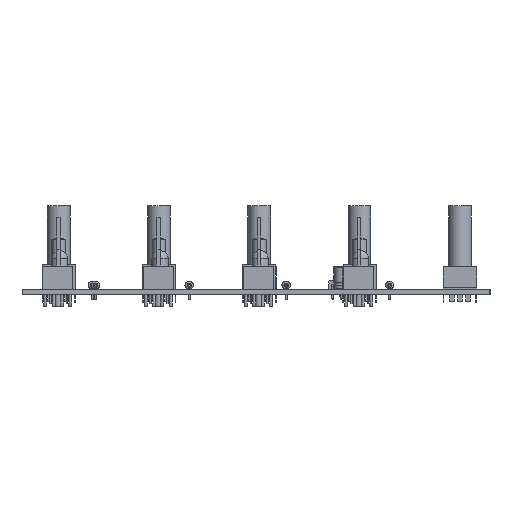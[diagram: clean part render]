
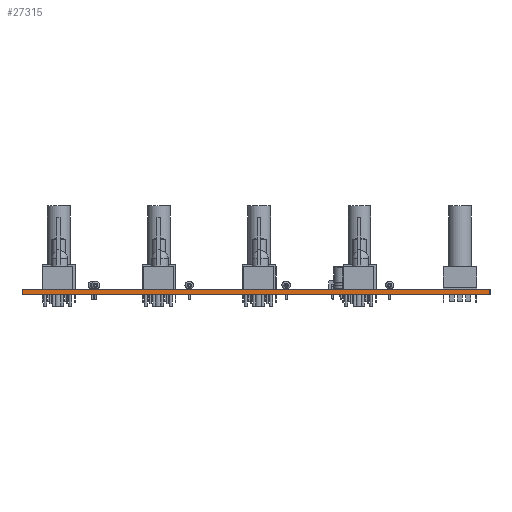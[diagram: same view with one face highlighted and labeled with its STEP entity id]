
A CAD part, left-side view. The second image highlights one B-rep face of the part: STEP entity #27315.
In plain terms, the highlighted planar face has unit normal (-1, 0, 0).
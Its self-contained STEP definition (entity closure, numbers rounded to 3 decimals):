
#27134 = PLANE('',#27135);
#27135 = AXIS2_PLACEMENT_3D('',#27136,#27137,#27138);
#27136 = CARTESIAN_POINT('',(280.,-20.,0.));
#27137 = DIRECTION('',(0.,-1.,0.));
#27138 = DIRECTION('',(-1.,0.,0.));
#27159 = VERTEX_POINT('',#27160);
#27160 = CARTESIAN_POINT('',(20.,-20.,1.6));
#27174 = PLANE('',#27175);
#27175 = AXIS2_PLACEMENT_3D('',#27176,#27177,#27178);
#27176 = CARTESIAN_POINT('',(150.,-90.,1.6));
#27177 = DIRECTION('',(0.,0.,1.));
#27178 = DIRECTION('',(1.,0.,0.));
#27186 = EDGE_CURVE('',#27187,#27159,#27189,.T.);
#27187 = VERTEX_POINT('',#27188);
#27188 = CARTESIAN_POINT('',(20.,-20.,0.));
#27189 = SURFACE_CURVE('',#27190,(#27194,#27201),.PCURVE_S1.);
#27190 = LINE('',#27191,#27192);
#27191 = CARTESIAN_POINT('',(20.,-20.,0.));
#27192 = VECTOR('',#27193,1.);
#27193 = DIRECTION('',(0.,0.,1.));
#27194 = PCURVE('',#27134,#27195);
#27195 = DEFINITIONAL_REPRESENTATION('',(#27196),#27200);
#27196 = LINE('',#27197,#27198);
#27197 = CARTESIAN_POINT('',(260.,0.));
#27198 = VECTOR('',#27199,1.);
#27199 = DIRECTION('',(0.,-1.));
#27200 = ( GEOMETRIC_REPRESENTATION_CONTEXT(2) 
PARAMETRIC_REPRESENTATION_CONTEXT() REPRESENTATION_CONTEXT('2D SPACE',''
  ) );
#27201 = PCURVE('',#27202,#27207);
#27202 = PLANE('',#27203);
#27203 = AXIS2_PLACEMENT_3D('',#27204,#27205,#27206);
#27204 = CARTESIAN_POINT('',(20.,-20.,0.));
#27205 = DIRECTION('',(1.,0.,0.));
#27206 = DIRECTION('',(0.,-1.,0.));
#27207 = DEFINITIONAL_REPRESENTATION('',(#27208),#27212);
#27208 = LINE('',#27209,#27210);
#27209 = CARTESIAN_POINT('',(0.,0.));
#27210 = VECTOR('',#27211,1.);
#27211 = DIRECTION('',(0.,-1.));
#27212 = ( GEOMETRIC_REPRESENTATION_CONTEXT(2) 
PARAMETRIC_REPRESENTATION_CONTEXT() REPRESENTATION_CONTEXT('2D SPACE',''
  ) );
#27228 = PLANE('',#27229);
#27229 = AXIS2_PLACEMENT_3D('',#27230,#27231,#27232);
#27230 = CARTESIAN_POINT('',(150.,-90.,0.));
#27231 = DIRECTION('',(0.,0.,1.));
#27232 = DIRECTION('',(1.,0.,0.));
#27261 = PLANE('',#27262);
#27262 = AXIS2_PLACEMENT_3D('',#27263,#27264,#27265);
#27263 = CARTESIAN_POINT('',(20.,-160.,0.));
#27264 = DIRECTION('',(0.,1.,0.));
#27265 = DIRECTION('',(1.,0.,0.));
#27315 = ADVANCED_FACE('',(#27316),#27202,.F.);
#27316 = FACE_BOUND('',#27317,.F.);
#27317 = EDGE_LOOP('',(#27318,#27319,#27342,#27365));
#27318 = ORIENTED_EDGE('',*,*,#27186,.T.);
#27319 = ORIENTED_EDGE('',*,*,#27320,.T.);
#27320 = EDGE_CURVE('',#27159,#27321,#27323,.T.);
#27321 = VERTEX_POINT('',#27322);
#27322 = CARTESIAN_POINT('',(20.,-160.,1.6));
#27323 = SURFACE_CURVE('',#27324,(#27328,#27335),.PCURVE_S1.);
#27324 = LINE('',#27325,#27326);
#27325 = CARTESIAN_POINT('',(20.,-20.,1.6));
#27326 = VECTOR('',#27327,1.);
#27327 = DIRECTION('',(0.,-1.,0.));
#27328 = PCURVE('',#27202,#27329);
#27329 = DEFINITIONAL_REPRESENTATION('',(#27330),#27334);
#27330 = LINE('',#27331,#27332);
#27331 = CARTESIAN_POINT('',(0.,-1.6));
#27332 = VECTOR('',#27333,1.);
#27333 = DIRECTION('',(1.,0.));
#27334 = ( GEOMETRIC_REPRESENTATION_CONTEXT(2) 
PARAMETRIC_REPRESENTATION_CONTEXT() REPRESENTATION_CONTEXT('2D SPACE',''
  ) );
#27335 = PCURVE('',#27174,#27336);
#27336 = DEFINITIONAL_REPRESENTATION('',(#27337),#27341);
#27337 = LINE('',#27338,#27339);
#27338 = CARTESIAN_POINT('',(-130.,70.));
#27339 = VECTOR('',#27340,1.);
#27340 = DIRECTION('',(0.,-1.));
#27341 = ( GEOMETRIC_REPRESENTATION_CONTEXT(2) 
PARAMETRIC_REPRESENTATION_CONTEXT() REPRESENTATION_CONTEXT('2D SPACE',''
  ) );
#27342 = ORIENTED_EDGE('',*,*,#27343,.F.);
#27343 = EDGE_CURVE('',#27344,#27321,#27346,.T.);
#27344 = VERTEX_POINT('',#27345);
#27345 = CARTESIAN_POINT('',(20.,-160.,0.));
#27346 = SURFACE_CURVE('',#27347,(#27351,#27358),.PCURVE_S1.);
#27347 = LINE('',#27348,#27349);
#27348 = CARTESIAN_POINT('',(20.,-160.,0.));
#27349 = VECTOR('',#27350,1.);
#27350 = DIRECTION('',(0.,0.,1.));
#27351 = PCURVE('',#27202,#27352);
#27352 = DEFINITIONAL_REPRESENTATION('',(#27353),#27357);
#27353 = LINE('',#27354,#27355);
#27354 = CARTESIAN_POINT('',(140.,0.));
#27355 = VECTOR('',#27356,1.);
#27356 = DIRECTION('',(0.,-1.));
#27357 = ( GEOMETRIC_REPRESENTATION_CONTEXT(2) 
PARAMETRIC_REPRESENTATION_CONTEXT() REPRESENTATION_CONTEXT('2D SPACE',''
  ) );
#27358 = PCURVE('',#27261,#27359);
#27359 = DEFINITIONAL_REPRESENTATION('',(#27360),#27364);
#27360 = LINE('',#27361,#27362);
#27361 = CARTESIAN_POINT('',(0.,0.));
#27362 = VECTOR('',#27363,1.);
#27363 = DIRECTION('',(0.,-1.));
#27364 = ( GEOMETRIC_REPRESENTATION_CONTEXT(2) 
PARAMETRIC_REPRESENTATION_CONTEXT() REPRESENTATION_CONTEXT('2D SPACE',''
  ) );
#27365 = ORIENTED_EDGE('',*,*,#27366,.F.);
#27366 = EDGE_CURVE('',#27187,#27344,#27367,.T.);
#27367 = SURFACE_CURVE('',#27368,(#27372,#27379),.PCURVE_S1.);
#27368 = LINE('',#27369,#27370);
#27369 = CARTESIAN_POINT('',(20.,-20.,0.));
#27370 = VECTOR('',#27371,1.);
#27371 = DIRECTION('',(0.,-1.,0.));
#27372 = PCURVE('',#27202,#27373);
#27373 = DEFINITIONAL_REPRESENTATION('',(#27374),#27378);
#27374 = LINE('',#27375,#27376);
#27375 = CARTESIAN_POINT('',(0.,0.));
#27376 = VECTOR('',#27377,1.);
#27377 = DIRECTION('',(1.,0.));
#27378 = ( GEOMETRIC_REPRESENTATION_CONTEXT(2) 
PARAMETRIC_REPRESENTATION_CONTEXT() REPRESENTATION_CONTEXT('2D SPACE',''
  ) );
#27379 = PCURVE('',#27228,#27380);
#27380 = DEFINITIONAL_REPRESENTATION('',(#27381),#27385);
#27381 = LINE('',#27382,#27383);
#27382 = CARTESIAN_POINT('',(-130.,70.));
#27383 = VECTOR('',#27384,1.);
#27384 = DIRECTION('',(0.,-1.));
#27385 = ( GEOMETRIC_REPRESENTATION_CONTEXT(2) 
PARAMETRIC_REPRESENTATION_CONTEXT() REPRESENTATION_CONTEXT('2D SPACE',''
  ) );
